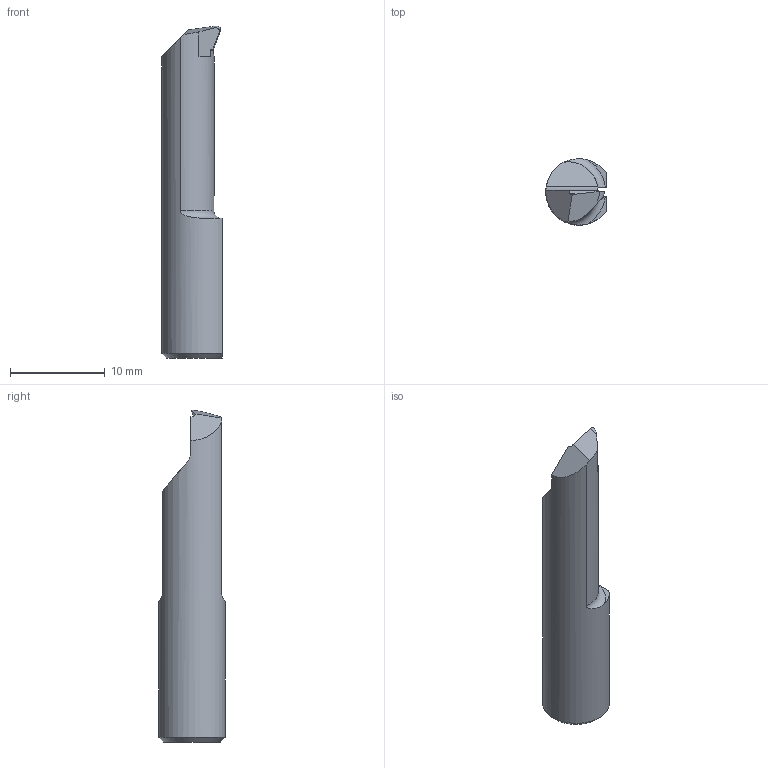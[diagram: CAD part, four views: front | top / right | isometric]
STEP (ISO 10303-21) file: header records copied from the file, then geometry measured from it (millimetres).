
FILE_DESCRIPTION (( 'STEP AP203' ), '1' );
FILE_NAME ('RF050.7-20.step', '2024-05-29T11:45:05', ( '' ), ( '' ), 'SwSTEP 2.0', 'SolidWorks 2022', '' );
FILE_SCHEMA (( 'CONFIG_CONTROL_DESIGN' ));
Length unit declared in the file: millimetre
Products named in the file (1): RF050.7-20
Bounding box: 6.35 x 7 x 35 mm (x, y, z)
Volume: 970.7 mm3; surface area: 737.4 mm2
Topology: 1 solids, 1 shells, 32 faces, 89 edges, 59 vertices
Faces by surface type: plane 17, cylinder 8, torus 6, cone 1
Entity records: 1201 total; most frequent: CARTESIAN_POINT 348, ORIENTED_EDGE 178, DIRECTION 146, EDGE_CURVE 89, VERTEX_POINT 59, AXIS2_PLACEMENT_3D 54, LINE 38, VECTOR 38
